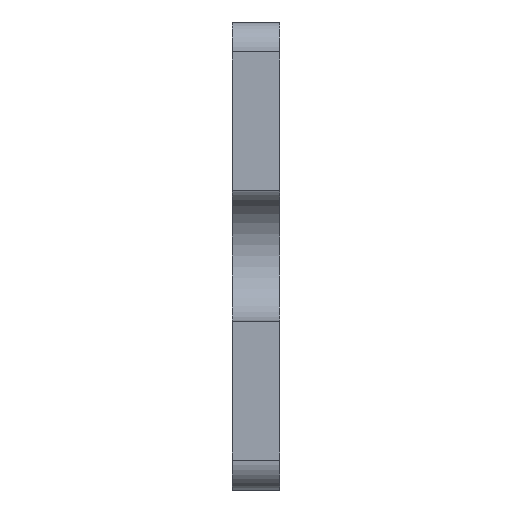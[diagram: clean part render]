
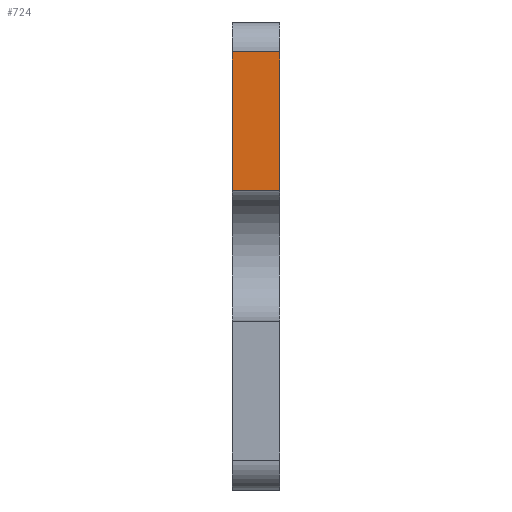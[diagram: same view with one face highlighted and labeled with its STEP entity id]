
A CAD part, left-side view. The second image highlights one B-rep face of the part: STEP entity #724.
In plain terms, the highlighted planar face has unit normal (-1, 0, 0).
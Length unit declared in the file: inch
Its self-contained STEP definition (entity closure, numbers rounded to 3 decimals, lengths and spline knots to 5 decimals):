
#76=FACE_OUTER_BOUND('',#114,.T.);
#114=EDGE_LOOP('',(#519,#520,#521,#522));
#164=LINE('',#1122,#240);
#165=LINE('',#1125,#241);
#166=LINE('',#1127,#242);
#167=LINE('',#1128,#243);
#240=VECTOR('',#904,0.3937);
#241=VECTOR('',#907,0.3937);
#242=VECTOR('',#908,0.3937);
#243=VECTOR('',#909,0.3937);
#317=VERTEX_POINT('',#1118);
#318=VERTEX_POINT('',#1120);
#319=VERTEX_POINT('',#1124);
#320=VERTEX_POINT('',#1126);
#400=EDGE_CURVE('',#317,#318,#164,.T.);
#401=EDGE_CURVE('',#319,#317,#165,.T.);
#402=EDGE_CURVE('',#320,#318,#166,.T.);
#403=EDGE_CURVE('',#319,#320,#167,.T.);
#519=ORIENTED_EDGE('',*,*,#401,.T.);
#520=ORIENTED_EDGE('',*,*,#400,.T.);
#521=ORIENTED_EDGE('',*,*,#402,.F.);
#522=ORIENTED_EDGE('',*,*,#403,.F.);
#696=PLANE('',#788);
#724=ADVANCED_FACE('',(#76),#696,.T.);
#788=AXIS2_PLACEMENT_3D('',#1123,#905,#906);
#904=DIRECTION('',(0.,1.,0.));
#905=DIRECTION('center_axis',(-1.,0.,0.));
#906=DIRECTION('ref_axis',(0.,0.,1.));
#907=DIRECTION('',(0.,0.,1.));
#908=DIRECTION('',(0.,0.,1.));
#909=DIRECTION('',(0.,1.,0.));
#1118=CARTESIAN_POINT('',(-0.5,0.,0.13625));
#1120=CARTESIAN_POINT('',(-0.5,0.032,0.13625));
#1122=CARTESIAN_POINT('',(-0.5,0.,0.13625));
#1123=CARTESIAN_POINT('Origin',(-0.5,0.,0.0435));
#1124=CARTESIAN_POINT('',(-0.5,0.,0.0435));
#1125=CARTESIAN_POINT('',(-0.5,0.,0.0435));
#1126=CARTESIAN_POINT('',(-0.5,0.032,0.0435));
#1127=CARTESIAN_POINT('',(-0.5,0.032,0.0435));
#1128=CARTESIAN_POINT('',(-0.5,0.,0.0435));
